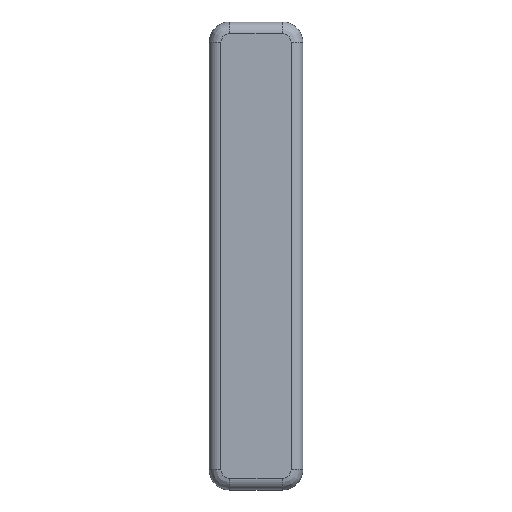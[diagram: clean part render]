
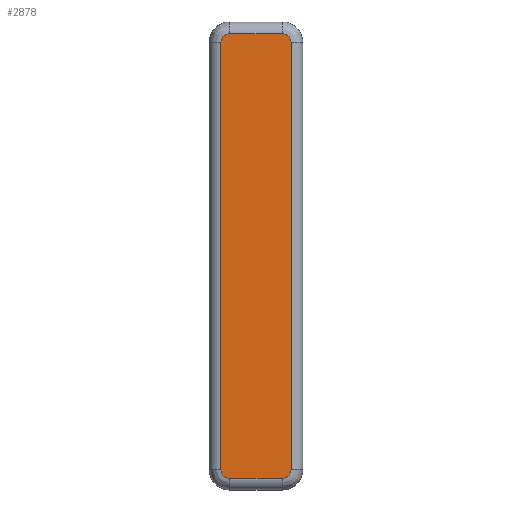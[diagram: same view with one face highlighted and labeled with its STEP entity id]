
A CAD part, top view. The second image highlights one B-rep face of the part: STEP entity #2878.
In plain terms, the highlighted planar face has unit normal (0, 0, 1).
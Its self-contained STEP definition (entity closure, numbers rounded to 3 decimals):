
#48=PLANE('',#3095);
#149=FACE_OUTER_BOUND('',#313,.T.);
#313=EDGE_LOOP('',(#1985,#1986,#1987,#1988,#1989,#1990,#1991,#1992));
#500=CIRCLE('',#3096,1.5);
#501=CIRCLE('',#3097,1.5);
#502=CIRCLE('',#3098,1.5);
#503=CIRCLE('',#3099,1.5);
#734=LINE('',#4775,#930);
#735=LINE('',#4779,#931);
#736=LINE('',#4783,#932);
#737=LINE('',#4787,#933);
#930=VECTOR('',#3492,1000.);
#931=VECTOR('',#3495,1000.);
#932=VECTOR('',#3498,1000.);
#933=VECTOR('',#3501,1000.);
#1198=VERTEX_POINT('',#4773);
#1199=VERTEX_POINT('',#4774);
#1200=VERTEX_POINT('',#4776);
#1201=VERTEX_POINT('',#4778);
#1202=VERTEX_POINT('',#4780);
#1203=VERTEX_POINT('',#4782);
#1204=VERTEX_POINT('',#4784);
#1205=VERTEX_POINT('',#4786);
#1512=EDGE_CURVE('',#1198,#1199,#734,.T.);
#1513=EDGE_CURVE('',#1199,#1200,#500,.T.);
#1514=EDGE_CURVE('',#1200,#1201,#735,.T.);
#1515=EDGE_CURVE('',#1201,#1202,#501,.T.);
#1516=EDGE_CURVE('',#1202,#1203,#736,.T.);
#1517=EDGE_CURVE('',#1203,#1204,#502,.T.);
#1518=EDGE_CURVE('',#1204,#1205,#737,.T.);
#1519=EDGE_CURVE('',#1205,#1198,#503,.T.);
#1985=ORIENTED_EDGE('',*,*,#1512,.T.);
#1986=ORIENTED_EDGE('',*,*,#1513,.T.);
#1987=ORIENTED_EDGE('',*,*,#1514,.T.);
#1988=ORIENTED_EDGE('',*,*,#1515,.T.);
#1989=ORIENTED_EDGE('',*,*,#1516,.T.);
#1990=ORIENTED_EDGE('',*,*,#1517,.T.);
#1991=ORIENTED_EDGE('',*,*,#1518,.T.);
#1992=ORIENTED_EDGE('',*,*,#1519,.T.);
#2878=ADVANCED_FACE('',(#149),#48,.T.);
#3095=AXIS2_PLACEMENT_3D('',#4772,#3490,#3491);
#3096=AXIS2_PLACEMENT_3D('',#4777,#3493,#3494);
#3097=AXIS2_PLACEMENT_3D('',#4781,#3496,#3497);
#3098=AXIS2_PLACEMENT_3D('',#4785,#3499,#3500);
#3099=AXIS2_PLACEMENT_3D('',#4788,#3502,#3503);
#3490=DIRECTION('center_axis',(0.,0.,
1.));
#3491=DIRECTION('ref_axis',(-1.,0.,0.));
#3492=DIRECTION('',(-1.,0.,0.));
#3493=DIRECTION('center_axis',(0.,0.,
1.));
#3494=DIRECTION('ref_axis',(-1.,0.,0.));
#3495=DIRECTION('',(0.,-1.,0.));
#3496=DIRECTION('center_axis',(0.,0.,
1.));
#3497=DIRECTION('ref_axis',(-1.,0.,0.));
#3498=DIRECTION('',(1.,0.,0.));
#3499=DIRECTION('center_axis',(0.,0.,
1.));
#3500=DIRECTION('ref_axis',(-1.,0.,0.));
#3501=DIRECTION('',(0.,1.,0.));
#3502=DIRECTION('center_axis',(0.,0.,
1.));
#3503=DIRECTION('ref_axis',(-1.,0.,0.));
#4772=CARTESIAN_POINT('Origin',(4.5,36.5,4.));
#4773=CARTESIAN_POINT('',(4.5,38.,4.));
#4774=CARTESIAN_POINT('',(-4.5,38.,4.));
#4775=CARTESIAN_POINT('',(4.5,38.,4.));
#4776=CARTESIAN_POINT('',(-6.,36.5,4.));
#4777=CARTESIAN_POINT('Origin',(-4.5,36.5,4.));
#4778=CARTESIAN_POINT('',(-6.,-36.5,4.));
#4779=CARTESIAN_POINT('',(-6.,36.5,4.));
#4780=CARTESIAN_POINT('',(-4.5,-38.,4.));
#4781=CARTESIAN_POINT('Origin',(-4.5,-36.5,4.));
#4782=CARTESIAN_POINT('',(4.5,-38.,4.));
#4783=CARTESIAN_POINT('',(4.5,-38.,4.));
#4784=CARTESIAN_POINT('',(6.,-36.5,4.));
#4785=CARTESIAN_POINT('Origin',(4.5,-36.5,4.));
#4786=CARTESIAN_POINT('',(6.,36.5,4.));
#4787=CARTESIAN_POINT('',(6.,36.5,4.));
#4788=CARTESIAN_POINT('Origin',(4.5,36.5,4.));
